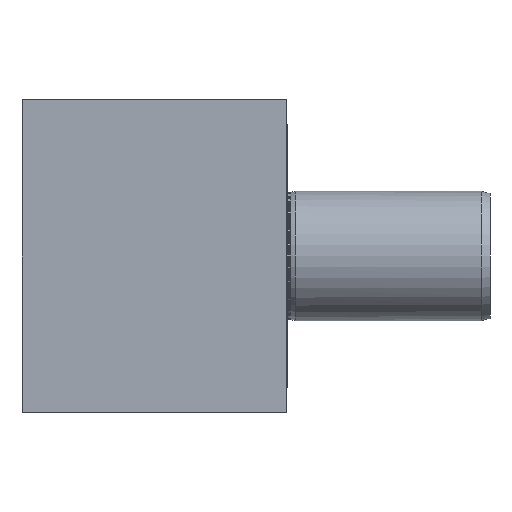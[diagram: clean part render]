
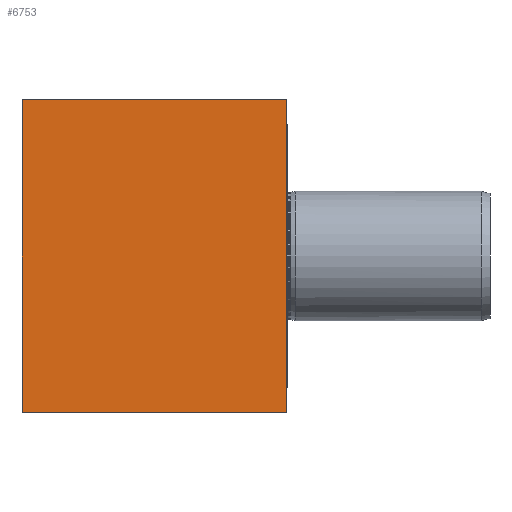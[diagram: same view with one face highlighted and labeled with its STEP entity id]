
A CAD part, left-side view. The second image highlights one B-rep face of the part: STEP entity #6753.
In plain terms, the highlighted planar face has unit normal (-1, 0, 0).
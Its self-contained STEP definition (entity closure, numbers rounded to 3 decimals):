
#631 = CARTESIAN_POINT ( 'NONE',  ( -70.5, 123., -72.5 ) ) ;
#700 = EDGE_LOOP ( 'NONE', ( #15874, #5727, #3324, #13561 ) ) ;
#2382 = CARTESIAN_POINT ( 'NONE',  ( -70.5, 123., -72.5 ) ) ;
#2700 = CARTESIAN_POINT ( 'NONE',  ( -70.5, 0.5, -72.5 ) ) ;
#3066 = CARTESIAN_POINT ( 'NONE',  ( -70.5, 123., 72.5 ) ) ;
#3134 = DIRECTION ( 'NONE',  ( 0., 0., 1. ) ) ;
#3324 = ORIENTED_EDGE ( 'NONE', *, *, #15650, .F. ) ;
#3944 = DIRECTION ( 'NONE',  ( 0., 0., 1. ) ) ;
#5090 = AXIS2_PLACEMENT_3D ( 'NONE', #5387, #11715, #14342 ) ;
#5175 = LINE ( 'NONE', #7760, #8700 ) ;
#5387 = CARTESIAN_POINT ( 'NONE',  ( -70.5, 123., -72.5 ) ) ;
#5727 = ORIENTED_EDGE ( 'NONE', *, *, #16150, .F. ) ;
#6237 = LINE ( 'NONE', #12285, #16048 ) ;
#6753 = ADVANCED_FACE ( 'Defeature completata1_108', ( #10360 ), #7910, .F. ) ;
#6807 = VERTEX_POINT ( 'NONE', #3066 ) ;
#7308 = VECTOR ( 'NONE', #3944, 1000. ) ;
#7742 = CARTESIAN_POINT ( 'NONE',  ( -70.5, 0.5, -72.5 ) ) ;
#7760 = CARTESIAN_POINT ( 'NONE',  ( -70.5, 123., 72.5 ) ) ;
#7910 = PLANE ( 'NONE',  #5090 ) ;
#8464 = EDGE_CURVE ( 'NONE', #12563, #11769, #6237, .T. ) ;
#8482 = DIRECTION ( 'NONE',  ( 0., -1., 0. ) ) ;
#8700 = VECTOR ( 'NONE', #10226, 1000. ) ;
#8954 = VECTOR ( 'NONE', #3134, 1000. ) ;
#9879 = EDGE_CURVE ( 'NONE', #11769, #16310, #13906, .T. ) ;
#10226 = DIRECTION ( 'NONE',  ( 0., -1., 0. ) ) ;
#10360 = FACE_OUTER_BOUND ( 'NONE', #700, .T. ) ;
#10450 = CARTESIAN_POINT ( 'NONE',  ( -70.5, 0.5, 72.5 ) ) ;
#10944 = LINE ( 'NONE', #631, #8954 ) ;
#11715 = DIRECTION ( 'NONE',  ( 1., 0., 0. ) ) ;
#11769 = VERTEX_POINT ( 'NONE', #7742 ) ;
#12285 = CARTESIAN_POINT ( 'NONE',  ( -70.5, 123., -72.5 ) ) ;
#12563 = VERTEX_POINT ( 'NONE', #2382 ) ;
#13561 = ORIENTED_EDGE ( 'NONE', *, *, #8464, .T. ) ;
#13906 = LINE ( 'NONE', #2700, #7308 ) ;
#14342 = DIRECTION ( 'NONE',  ( 0., 1., 0. ) ) ;
#15650 = EDGE_CURVE ( 'NONE', #12563, #6807, #10944, .T. ) ;
#15874 = ORIENTED_EDGE ( 'NONE', *, *, #9879, .T. ) ;
#16048 = VECTOR ( 'NONE', #8482, 1000. ) ;
#16150 = EDGE_CURVE ( 'NONE', #6807, #16310, #5175, .T. ) ;
#16310 = VERTEX_POINT ( 'NONE', #10450 ) ;
